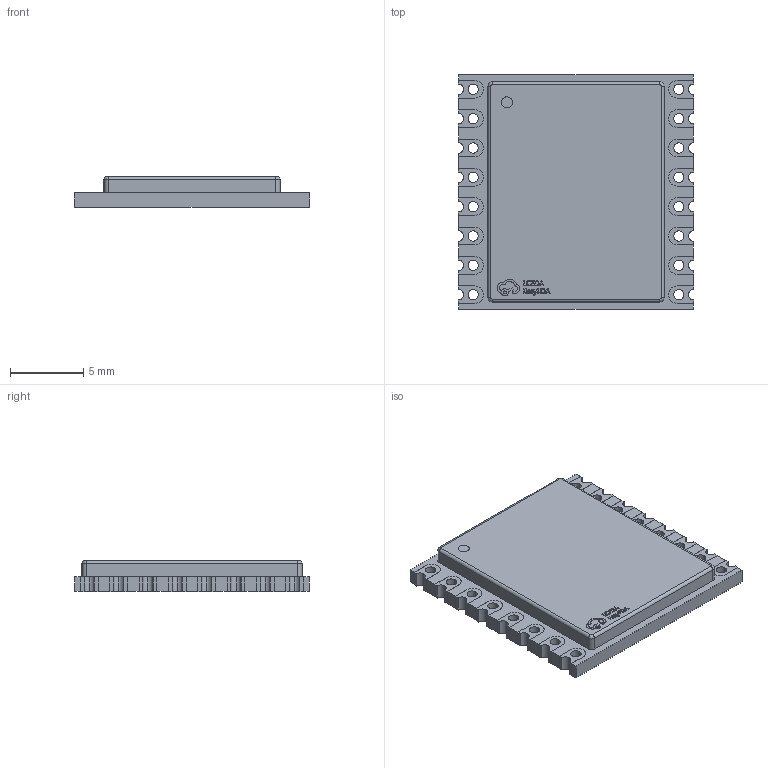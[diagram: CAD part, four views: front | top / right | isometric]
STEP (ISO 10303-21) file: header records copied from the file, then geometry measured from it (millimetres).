
FILE_DESCRIPTION (( 'STEP AP214' ), '1' );
FILE_NAME ('WIRELM-SMD_16P-L16.0-W16.0-P2.00_LORA-CC68-915MHZ-TCXO.STEP', '2023-08-20T12:33:19', ( '' ), ( '' ), 'SwSTEP 2.0', 'SolidWorks 2020', '' );
FILE_SCHEMA (( 'AUTOMOTIVE_DESIGN' ));
Length unit declared in the file: millimetre
Products named in the file (1): WIRELM-SMD_16P-L16.0-W16.0-P2.00_LORA-CC68-915MHZ-TCXO
Bounding box: 16.02 x 16 x 2.12 mm (x, y, z)
Volume: 444.8 mm3; surface area: 656.8 mm2
Topology: 1 solids, 1 shells, 482 faces, 1369 edges, 910 vertices
Faces by surface type: plane 250, cylinder 130, bspline 98, torus 4
Entity records: 21585 total; most frequent: CARTESIAN_POINT 4068, ORIENTED_EDGE 2738, DIRECTION 2203, EDGE_CURVE 1369, VERTEX_POINT 910, LINE 905, VECTOR 905, AXIS2_PLACEMENT_3D 649
